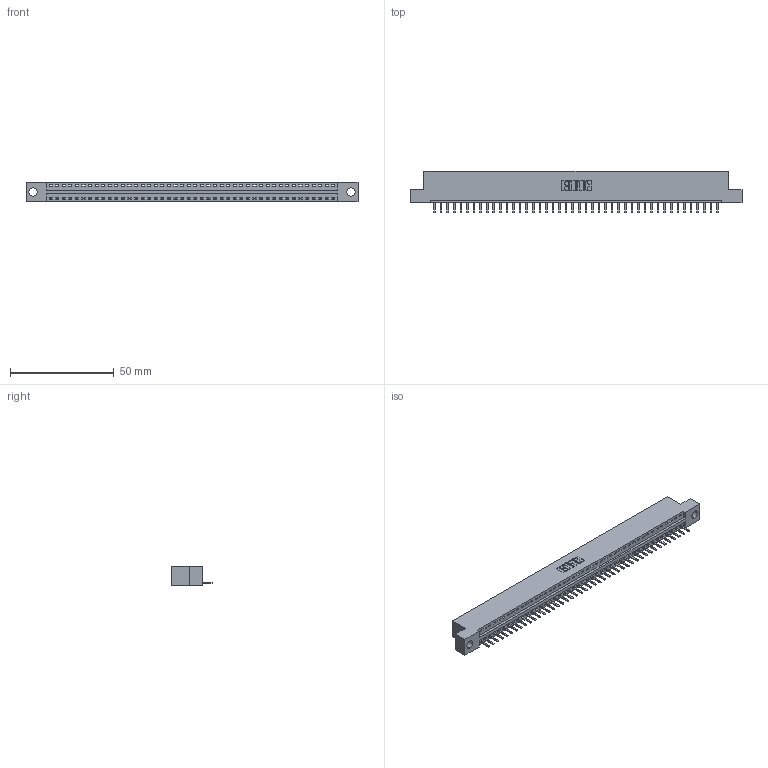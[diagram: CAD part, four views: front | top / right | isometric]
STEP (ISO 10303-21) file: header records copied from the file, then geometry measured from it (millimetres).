
FILE_DESCRIPTION (( 'STEP AP203' ), '1' );
FILE_NAME ('346-044-520-104.STEP', '2022-05-09T16:36:24', ( '' ), ( '' ), 'SwSTEP 2.0', 'SolidWorks 2020', '' );
FILE_SCHEMA (( 'CONFIG_CONTROL_DESIGN' ));
Length unit declared in the file: inch
Products named in the file (3): 346-044-520-104; 346 Part_Flush Mounting Lugs - 0.156 Dia-TH; 345-292-001_345-293-120
Assembly tree (45 placements, depth 2):
  346-044-520-104
    346 Part_Flush Mounting Lugs - 0.156 Dia-TH
    345-292-001_345-293-120  x44
Bounding box: 160.27 x 20.02 x 9.4 mm (x, y, z)
Volume: 15123 mm3; surface area: 18338.2 mm2
Topology: 45 solids, 45 shells, 2864 faces, 8461 edges, 5522 vertices
Faces by surface type: plane 1938, cylinder 926
Entity records: 27571 total; most frequent: CARTESIAN_POINT 4746, ORIENTED_EDGE 4710, DIRECTION 4171, EDGE_CURVE 2355, LINE 2043, VECTOR 2043, VERTEX_POINT 1566, AXIS2_PLACEMENT_3D 1064
